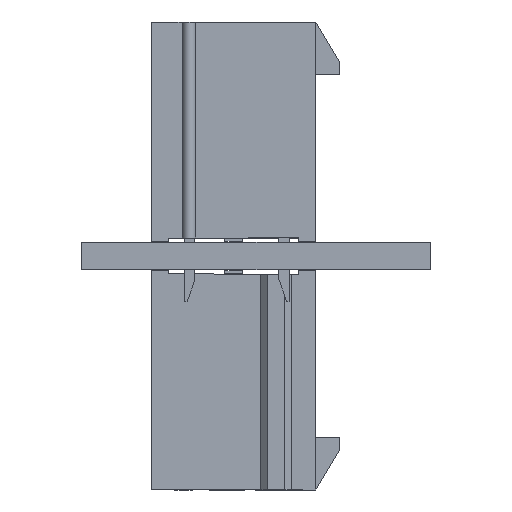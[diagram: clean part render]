
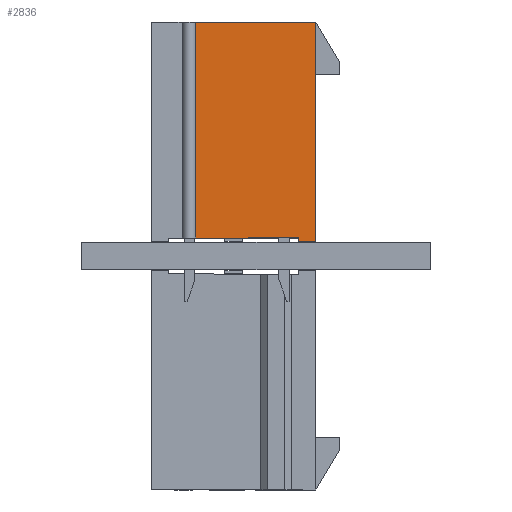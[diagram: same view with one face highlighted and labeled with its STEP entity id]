
A CAD part, left-side view. The second image highlights one B-rep face of the part: STEP entity #2836.
In plain terms, the highlighted face is planar.
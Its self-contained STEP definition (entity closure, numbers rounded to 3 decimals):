
#148 = PLANE('',#149);
#149 = AXIS2_PLACEMENT_3D('',#150,#151,#152);
#150 = CARTESIAN_POINT('',(-2.7,12.8,-4.8));
#151 = DIRECTION('',(0.,1.,0.));
#152 = DIRECTION('',(0.,0.,1.));
#403 = PLANE('',#404);
#404 = AXIS2_PLACEMENT_3D('',#405,#406,#407);
#405 = CARTESIAN_POINT('',(-2.7,0.,-4.8));
#406 = DIRECTION('',(0.,0.,-1.));
#407 = DIRECTION('',(0.,1.,0.));
#809 = PLANE('',#810);
#810 = AXIS2_PLACEMENT_3D('',#811,#812,#813);
#811 = CARTESIAN_POINT('',(-2.7,0.2,0.));
#812 = DIRECTION('',(0.,-1.,0.));
#813 = DIRECTION('',(1.,0.,0.));
#908 = VERTEX_POINT('',#909);
#909 = CARTESIAN_POINT('',(2.7,0.2,-3.8));
#923 = PLANE('',#924);
#924 = AXIS2_PLACEMENT_3D('',#925,#926,#927);
#925 = CARTESIAN_POINT('',(-1.3,0.,-3.8));
#926 = DIRECTION('',(0.,0.,-1.));
#927 = DIRECTION('',(1.,0.,0.));
#935 = EDGE_CURVE('',#908,#936,#938,.T.);
#936 = VERTEX_POINT('',#937);
#937 = CARTESIAN_POINT('',(2.7,0.2,2.2));
#938 = SURFACE_CURVE('',#939,(#943,#950),.PCURVE_S1.);
#939 = LINE('',#940,#941);
#940 = CARTESIAN_POINT('',(2.7,0.2,-3.8));
#941 = VECTOR('',#942,1.);
#942 = DIRECTION('',(0.,0.,1.));
#943 = PCURVE('',#809,#944);
#944 = DEFINITIONAL_REPRESENTATION('',(#945),#949);
#945 = LINE('',#946,#947);
#946 = CARTESIAN_POINT('',(5.4,-3.8));
#947 = VECTOR('',#948,1.);
#948 = DIRECTION('',(0.,1.));
#949 = ( GEOMETRIC_REPRESENTATION_CONTEXT(2) 
PARAMETRIC_REPRESENTATION_CONTEXT() REPRESENTATION_CONTEXT('2D SPACE',''
  ) );
#950 = PCURVE('',#951,#956);
#951 = PLANE('',#952);
#952 = AXIS2_PLACEMENT_3D('',#953,#954,#955);
#953 = CARTESIAN_POINT('',(2.7,0.,0.));
#954 = DIRECTION('',(1.,0.,0.));
#955 = DIRECTION('',(0.,0.,-1.));
#956 = DEFINITIONAL_REPRESENTATION('',(#957),#961);
#957 = LINE('',#958,#959);
#958 = CARTESIAN_POINT('',(3.8,0.2));
#959 = VECTOR('',#960,1.);
#960 = DIRECTION('',(-1.,0.));
#961 = ( GEOMETRIC_REPRESENTATION_CONTEXT(2) 
PARAMETRIC_REPRESENTATION_CONTEXT() REPRESENTATION_CONTEXT('2D SPACE',''
  ) );
#980 = CYLINDRICAL_SURFACE('',#981,0.4);
#981 = AXIS2_PLACEMENT_3D('',#982,#983,#984);
#982 = CARTESIAN_POINT('',(2.7,12.8,2.6));
#983 = DIRECTION('',(0.,-1.,0.));
#984 = DIRECTION('',(1.,0.,0.));
#1823 = EDGE_CURVE('',#1824,#1826,#1828,.T.);
#1824 = VERTEX_POINT('',#1825);
#1825 = CARTESIAN_POINT('',(2.7,0.,-3.8));
#1826 = VERTEX_POINT('',#1827);
#1827 = CARTESIAN_POINT('',(2.7,0.,-4.8));
#1828 = SURFACE_CURVE('',#1829,(#1833,#1845),.PCURVE_S1.);
#1829 = LINE('',#1830,#1831);
#1830 = CARTESIAN_POINT('',(2.7,0.,-3.8));
#1831 = VECTOR('',#1832,1.);
#1832 = DIRECTION('',(0.,0.,-1.));
#1833 = PCURVE('',#1834,#1839);
#1834 = PLANE('',#1835);
#1835 = AXIS2_PLACEMENT_3D('',#1836,#1837,#1838);
#1836 = CARTESIAN_POINT('',(-2.7,0.,4.8));
#1837 = DIRECTION('',(0.,-1.,0.));
#1838 = DIRECTION('',(0.,0.,-1.));
#1839 = DEFINITIONAL_REPRESENTATION('',(#1840),#1844);
#1840 = LINE('',#1841,#1842);
#1841 = CARTESIAN_POINT('',(8.6,5.4));
#1842 = VECTOR('',#1843,1.);
#1843 = DIRECTION('',(1.,0.));
#1844 = ( GEOMETRIC_REPRESENTATION_CONTEXT(2) 
PARAMETRIC_REPRESENTATION_CONTEXT() REPRESENTATION_CONTEXT('2D SPACE',''
  ) );
#1845 = PCURVE('',#951,#1846);
#1846 = DEFINITIONAL_REPRESENTATION('',(#1847),#1851);
#1847 = LINE('',#1848,#1849);
#1848 = CARTESIAN_POINT('',(3.8,0.));
#1849 = VECTOR('',#1850,1.);
#1850 = DIRECTION('',(1.,0.));
#1851 = ( GEOMETRIC_REPRESENTATION_CONTEXT(2) 
PARAMETRIC_REPRESENTATION_CONTEXT() REPRESENTATION_CONTEXT('2D SPACE',''
  ) );
#2630 = VERTEX_POINT('',#2631);
#2631 = CARTESIAN_POINT('',(2.7,12.8,-4.8));
#2652 = EDGE_CURVE('',#1826,#2630,#2653,.T.);
#2653 = SURFACE_CURVE('',#2654,(#2658,#2665),.PCURVE_S1.);
#2654 = LINE('',#2655,#2656);
#2655 = CARTESIAN_POINT('',(2.7,0.,-4.8));
#2656 = VECTOR('',#2657,1.);
#2657 = DIRECTION('',(0.,1.,0.));
#2658 = PCURVE('',#403,#2659);
#2659 = DEFINITIONAL_REPRESENTATION('',(#2660),#2664);
#2660 = LINE('',#2661,#2662);
#2661 = CARTESIAN_POINT('',(0.,5.4));
#2662 = VECTOR('',#2663,1.);
#2663 = DIRECTION('',(1.,0.));
#2664 = ( GEOMETRIC_REPRESENTATION_CONTEXT(2) 
PARAMETRIC_REPRESENTATION_CONTEXT() REPRESENTATION_CONTEXT('2D SPACE',''
  ) );
#2665 = PCURVE('',#951,#2666);
#2666 = DEFINITIONAL_REPRESENTATION('',(#2667),#2671);
#2667 = LINE('',#2668,#2669);
#2668 = CARTESIAN_POINT('',(4.8,0.));
#2669 = VECTOR('',#2670,1.);
#2670 = DIRECTION('',(0.,1.));
#2671 = ( GEOMETRIC_REPRESENTATION_CONTEXT(2) 
PARAMETRIC_REPRESENTATION_CONTEXT() REPRESENTATION_CONTEXT('2D SPACE',''
  ) );
#2792 = EDGE_CURVE('',#1824,#908,#2793,.T.);
#2793 = SURFACE_CURVE('',#2794,(#2798,#2805),.PCURVE_S1.);
#2794 = LINE('',#2795,#2796);
#2795 = CARTESIAN_POINT('',(2.7,0.,-3.8));
#2796 = VECTOR('',#2797,1.);
#2797 = DIRECTION('',(0.,1.,0.));
#2798 = PCURVE('',#923,#2799);
#2799 = DEFINITIONAL_REPRESENTATION('',(#2800),#2804);
#2800 = LINE('',#2801,#2802);
#2801 = CARTESIAN_POINT('',(4.,0.));
#2802 = VECTOR('',#2803,1.);
#2803 = DIRECTION('',(0.,-1.));
#2804 = ( GEOMETRIC_REPRESENTATION_CONTEXT(2) 
PARAMETRIC_REPRESENTATION_CONTEXT() REPRESENTATION_CONTEXT('2D SPACE',''
  ) );
#2805 = PCURVE('',#951,#2806);
#2806 = DEFINITIONAL_REPRESENTATION('',(#2807),#2811);
#2807 = LINE('',#2808,#2809);
#2808 = CARTESIAN_POINT('',(3.8,0.));
#2809 = VECTOR('',#2810,1.);
#2810 = DIRECTION('',(0.,1.));
#2811 = ( GEOMETRIC_REPRESENTATION_CONTEXT(2) 
PARAMETRIC_REPRESENTATION_CONTEXT() REPRESENTATION_CONTEXT('2D SPACE',''
  ) );
#2836 = ADVANCED_FACE('',(#2837),#951,.T.);
#2837 = FACE_BOUND('',#2838,.T.);
#2838 = EDGE_LOOP('',(#2839,#2840,#2841,#2842,#2843,#2866));
#2839 = ORIENTED_EDGE('',*,*,#935,.F.);
#2840 = ORIENTED_EDGE('',*,*,#2792,.F.);
#2841 = ORIENTED_EDGE('',*,*,#1823,.T.);
#2842 = ORIENTED_EDGE('',*,*,#2652,.T.);
#2843 = ORIENTED_EDGE('',*,*,#2844,.T.);
#2844 = EDGE_CURVE('',#2630,#2845,#2847,.T.);
#2845 = VERTEX_POINT('',#2846);
#2846 = CARTESIAN_POINT('',(2.7,12.8,2.2));
#2847 = SURFACE_CURVE('',#2848,(#2852,#2859),.PCURVE_S1.);
#2848 = LINE('',#2849,#2850);
#2849 = CARTESIAN_POINT('',(2.7,12.8,-4.8));
#2850 = VECTOR('',#2851,1.);
#2851 = DIRECTION('',(0.,0.,1.));
#2852 = PCURVE('',#951,#2853);
#2853 = DEFINITIONAL_REPRESENTATION('',(#2854),#2858);
#2854 = LINE('',#2855,#2856);
#2855 = CARTESIAN_POINT('',(4.8,12.8));
#2856 = VECTOR('',#2857,1.);
#2857 = DIRECTION('',(-1.,0.));
#2858 = ( GEOMETRIC_REPRESENTATION_CONTEXT(2) 
PARAMETRIC_REPRESENTATION_CONTEXT() REPRESENTATION_CONTEXT('2D SPACE',''
  ) );
#2859 = PCURVE('',#148,#2860);
#2860 = DEFINITIONAL_REPRESENTATION('',(#2861),#2865);
#2861 = LINE('',#2862,#2863);
#2862 = CARTESIAN_POINT('',(0.,5.4));
#2863 = VECTOR('',#2864,1.);
#2864 = DIRECTION('',(1.,0.));
#2865 = ( GEOMETRIC_REPRESENTATION_CONTEXT(2) 
PARAMETRIC_REPRESENTATION_CONTEXT() REPRESENTATION_CONTEXT('2D SPACE',''
  ) );
#2866 = ORIENTED_EDGE('',*,*,#2867,.T.);
#2867 = EDGE_CURVE('',#2845,#936,#2868,.T.);
#2868 = SURFACE_CURVE('',#2869,(#2873,#2880),.PCURVE_S1.);
#2869 = LINE('',#2870,#2871);
#2870 = CARTESIAN_POINT('',(2.7,12.8,2.2));
#2871 = VECTOR('',#2872,1.);
#2872 = DIRECTION('',(0.,-1.,0.));
#2873 = PCURVE('',#951,#2874);
#2874 = DEFINITIONAL_REPRESENTATION('',(#2875),#2879);
#2875 = LINE('',#2876,#2877);
#2876 = CARTESIAN_POINT('',(-2.2,12.8));
#2877 = VECTOR('',#2878,1.);
#2878 = DIRECTION('',(0.,-1.));
#2879 = ( GEOMETRIC_REPRESENTATION_CONTEXT(2) 
PARAMETRIC_REPRESENTATION_CONTEXT() REPRESENTATION_CONTEXT('2D SPACE',''
  ) );
#2880 = PCURVE('',#980,#2881);
#2881 = DEFINITIONAL_REPRESENTATION('',(#2882),#2886);
#2882 = LINE('',#2883,#2884);
#2883 = CARTESIAN_POINT('',(4.712,0.));
#2884 = VECTOR('',#2885,1.);
#2885 = DIRECTION('',(0.,1.));
#2886 = ( GEOMETRIC_REPRESENTATION_CONTEXT(2) 
PARAMETRIC_REPRESENTATION_CONTEXT() REPRESENTATION_CONTEXT('2D SPACE',''
  ) );
